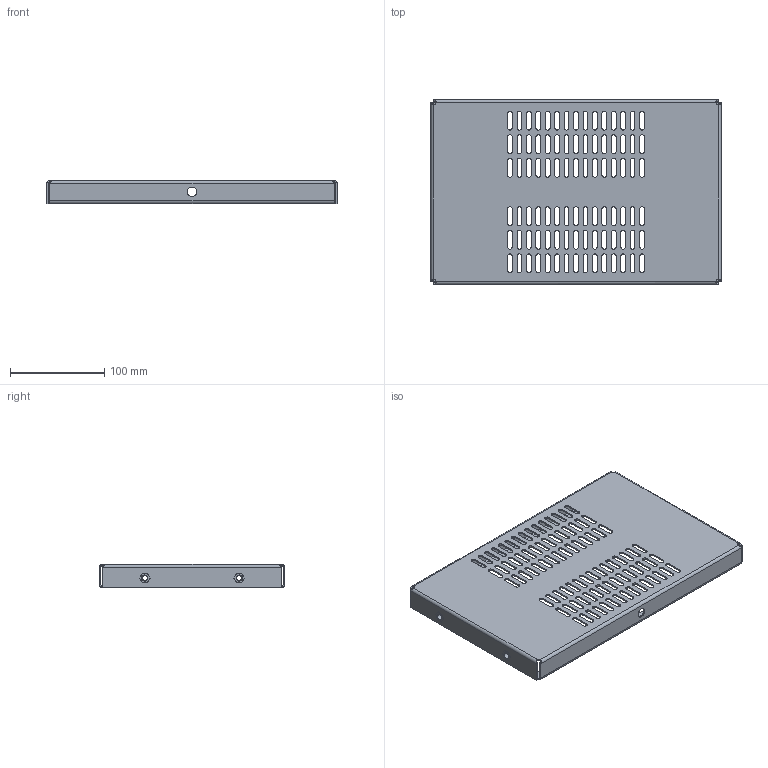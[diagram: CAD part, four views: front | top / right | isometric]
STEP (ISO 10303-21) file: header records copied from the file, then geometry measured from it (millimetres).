
FILE_DESCRIPTION (( 'STEP AP214' ), '1' );
FILE_NAME ('711.151.STEP', '2025-04-28T03:30:42', ( '' ), ( '' ), 'SwSTEP 2.0', 'SolidWorks 2021', '' );
FILE_SCHEMA (( 'AUTOMOTIVE_DESIGN' ));
Length unit declared in the file: millimetre
Products named in the file (3): 711.151; 711.151 眈翴錪; Çàêëåïêà ðåçüáîâàÿ Ì6 øåñòèãðàííàÿ ñ óìåíüøåííûì áîðòîì
Assembly tree (5 placements, depth 2):
  711.151
    711.151 眈翴錪
    Çàêëåïêà ðåçüáîâàÿ Ì6 øåñòèãðàííàÿ ñ óìåíüøåííûì áîðòîì  x4
Bounding box: 308.8 x 196 x 24.5 mm (x, y, z)
Volume: 120702.9 mm3; surface area: 169240.8 mm2
Topology: 5 solids, 5 shells, 554 faces, 1540 edges, 1000 vertices
Faces by surface type: plane 306, cylinder 216, cone 24, bspline 8
Entity records: 16522 total; most frequent: CARTESIAN_POINT 3219, ORIENTED_EDGE 2732, DIRECTION 2698, EDGE_CURVE 1366, LINE 916, VECTOR 916, VERTEX_POINT 892, AXIS2_PLACEMENT_3D 891
